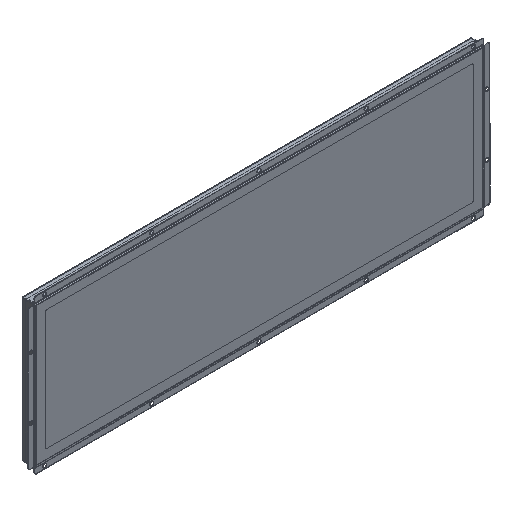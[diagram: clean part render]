
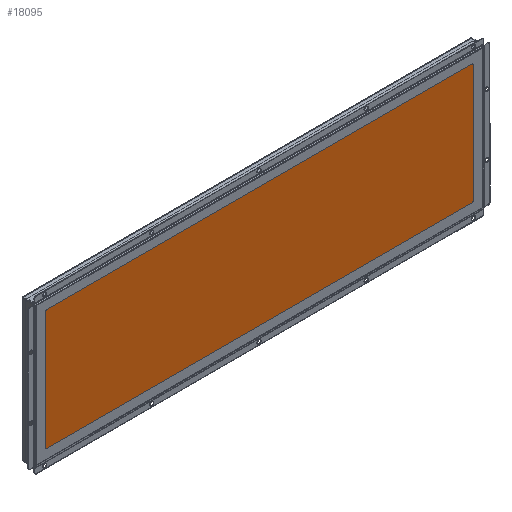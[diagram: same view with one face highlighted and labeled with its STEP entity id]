
A CAD part, isometric view. The second image highlights one B-rep face of the part: STEP entity #18095.
In plain terms, the highlighted face is planar.
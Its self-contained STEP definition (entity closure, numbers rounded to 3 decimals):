
#1359=PLANE('',#19502);
#2046=FACE_OUTER_BOUND('',#3086,.T.);
#3086=EDGE_LOOP('',(#13061,#13062,#13063,#13064,#13065,#13066,#13067,#13068));
#4313=LINE('',#25955,#6099);
#4314=LINE('',#25959,#6100);
#4315=LINE('',#25963,#6101);
#4316=LINE('',#25966,#6102);
#6099=VECTOR('',#21233,10.);
#6100=VECTOR('',#21236,10.);
#6101=VECTOR('',#21239,10.);
#6102=VECTOR('',#21242,10.);
#7868=CIRCLE('',#19480,2.);
#7869=CIRCLE('',#19481,2.);
#7870=CIRCLE('',#19482,2.);
#7871=CIRCLE('',#19483,2.);
#8437=VERTEX_POINT('',#25951);
#8438=VERTEX_POINT('',#25952);
#8439=VERTEX_POINT('',#25954);
#8440=VERTEX_POINT('',#25956);
#8441=VERTEX_POINT('',#25958);
#8442=VERTEX_POINT('',#25960);
#8443=VERTEX_POINT('',#25962);
#8444=VERTEX_POINT('',#25964);
#10187=EDGE_CURVE('',#8437,#8438,#7868,.T.);
#10188=EDGE_CURVE('',#8439,#8437,#4313,.T.);
#10189=EDGE_CURVE('',#8440,#8439,#7869,.T.);
#10190=EDGE_CURVE('',#8441,#8440,#4314,.T.);
#10191=EDGE_CURVE('',#8442,#8441,#7870,.T.);
#10192=EDGE_CURVE('',#8443,#8442,#4315,.T.);
#10193=EDGE_CURVE('',#8444,#8443,#7871,.T.);
#10194=EDGE_CURVE('',#8438,#8444,#4316,.T.);
#13061=ORIENTED_EDGE('',*,*,#10187,.T.);
#13062=ORIENTED_EDGE('',*,*,#10194,.T.);
#13063=ORIENTED_EDGE('',*,*,#10193,.T.);
#13064=ORIENTED_EDGE('',*,*,#10192,.T.);
#13065=ORIENTED_EDGE('',*,*,#10191,.T.);
#13066=ORIENTED_EDGE('',*,*,#10190,.T.);
#13067=ORIENTED_EDGE('',*,*,#10189,.T.);
#13068=ORIENTED_EDGE('',*,*,#10188,.T.);
#18095=ADVANCED_FACE('',(#2046),#1359,.T.);
#19480=AXIS2_PLACEMENT_3D('',#25953,#21231,#21232);
#19481=AXIS2_PLACEMENT_3D('',#25957,#21234,#21235);
#19482=AXIS2_PLACEMENT_3D('',#25961,#21237,#21238);
#19483=AXIS2_PLACEMENT_3D('',#25965,#21240,#21241);
#19502=AXIS2_PLACEMENT_3D('',#26017,#21299,#21300);
#21231=DIRECTION('center_axis',(0.,0.,1.));
#21232=DIRECTION('ref_axis',(-1.,0.,0.));
#21233=DIRECTION('',(0.,1.,0.));
#21234=DIRECTION('center_axis',(0.,0.,1.));
#21235=DIRECTION('ref_axis',(0.,1.,0.));
#21236=DIRECTION('',(1.,0.,0.));
#21237=DIRECTION('center_axis',(0.,0.,1.));
#21238=DIRECTION('ref_axis',(1.,0.,0.));
#21239=DIRECTION('',(0.,-1.,0.));
#21240=DIRECTION('center_axis',(0.,0.,1.));
#21241=DIRECTION('ref_axis',(0.,-1.,0.));
#21242=DIRECTION('',(-1.,0.,0.));
#21299=DIRECTION('center_axis',(0.,0.,1.));
#21300=DIRECTION('ref_axis',(1.,0.,0.));
#25951=CARTESIAN_POINT('',(349.2,96.213,15.2));
#25952=CARTESIAN_POINT('',(347.2,98.213,15.2));
#25953=CARTESIAN_POINT('Origin',(347.2,96.213,15.2));
#25954=CARTESIAN_POINT('',(349.2,-96.213,15.2));
#25955=CARTESIAN_POINT('',(349.2,-48.106,15.2));
#25956=CARTESIAN_POINT('',(347.2,-98.212,15.2));
#25957=CARTESIAN_POINT('Origin',(347.2,-96.213,15.2));
#25958=CARTESIAN_POINT('',(-347.2,-98.213,15.2));
#25959=CARTESIAN_POINT('',(-173.6,-98.213,15.2));
#25960=CARTESIAN_POINT('',(-349.2,-96.213,15.2));
#25961=CARTESIAN_POINT('Origin',(-347.2,-96.213,15.2));
#25962=CARTESIAN_POINT('',(-349.2,96.212,15.2));
#25963=CARTESIAN_POINT('',(-349.2,48.106,15.2));
#25964=CARTESIAN_POINT('',(-347.2,98.212,15.2));
#25965=CARTESIAN_POINT('Origin',(-347.2,96.212,15.2));
#25966=CARTESIAN_POINT('',(173.6,98.213,15.2));
#26017=CARTESIAN_POINT('Origin',(0.,0.,
15.2));
